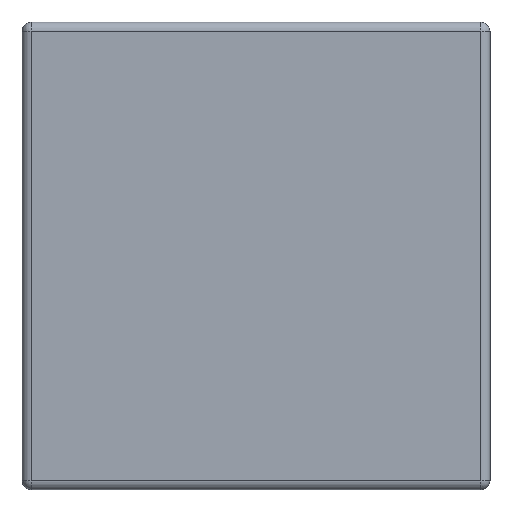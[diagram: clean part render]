
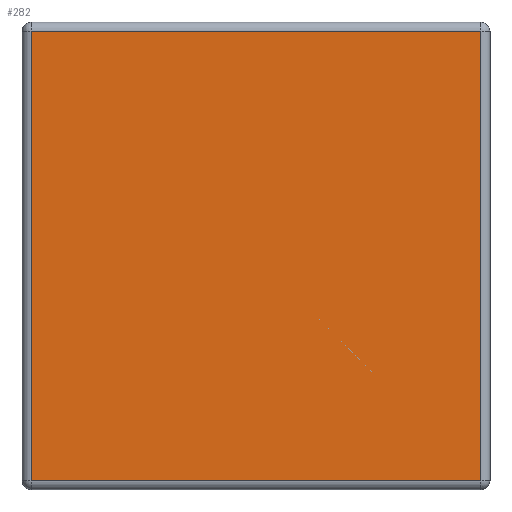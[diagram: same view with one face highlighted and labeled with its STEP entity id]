
A CAD part, left-side view. The second image highlights one B-rep face of the part: STEP entity #282.
In plain terms, the highlighted planar face has unit normal (-1, 0, 0).
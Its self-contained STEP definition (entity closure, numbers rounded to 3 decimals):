
#59 = VECTOR ( 'NONE', #1834, 1000. ) ;
#282 = ADVANCED_FACE ( 'NONE', ( #2981 ), #1810, .T. ) ;
#458 = CARTESIAN_POINT ( 'NONE',  ( -1.6, -1.2, 0.05 ) ) ;
#501 = EDGE_CURVE ( 'NONE', #1111, #1127, #2804, .T. ) ;
#597 = CARTESIAN_POINT ( 'NONE',  ( -1.6, 1.2, 0. ) ) ;
#731 = CARTESIAN_POINT ( 'NONE',  ( -1.6, 1.2, 0.05 ) ) ;
#747 = ORIENTED_EDGE ( 'NONE', *, *, #2240, .T. ) ;
#782 = DIRECTION ( 'NONE',  ( 0., -1., 0. ) ) ;
#824 = DIRECTION ( 'NONE',  ( 0., 0., 1. ) ) ;
#1071 = CARTESIAN_POINT ( 'NONE',  ( -1.6, -1.25, 0.05 ) ) ;
#1107 = LINE ( 'NONE', #3071, #2521 ) ;
#1111 = VERTEX_POINT ( 'NONE', #2363 ) ;
#1127 = VERTEX_POINT ( 'NONE', #731 ) ;
#1229 = VECTOR ( 'NONE', #2806, 1000. ) ;
#1250 = CARTESIAN_POINT ( 'NONE',  ( -1.6, -1.2, 2.45 ) ) ;
#1359 = ORIENTED_EDGE ( 'NONE', *, *, #2674, .T. ) ;
#1534 = EDGE_CURVE ( 'NONE', #1726, #1111, #1107, .T. ) ;
#1726 = VERTEX_POINT ( 'NONE', #1250 ) ;
#1738 = VECTOR ( 'NONE', #782, 1000. ) ;
#1783 = LINE ( 'NONE', #1071, #1738 ) ;
#1806 = CARTESIAN_POINT ( 'NONE',  ( -1.6, -1.2, 2.5 ) ) ;
#1810 = PLANE ( 'NONE',  #2145 ) ;
#1834 = DIRECTION ( 'NONE',  ( 0., 0., -1. ) ) ;
#1947 = ORIENTED_EDGE ( 'NONE', *, *, #501, .T. ) ;
#2145 = AXIS2_PLACEMENT_3D ( 'NONE', #3052, #2327, #824 ) ;
#2160 = EDGE_LOOP ( 'NONE', ( #2789, #1947, #747, #1359 ) ) ;
#2187 = VERTEX_POINT ( 'NONE', #458 ) ;
#2240 = EDGE_CURVE ( 'NONE', #1127, #2187, #1783, .T. ) ;
#2327 = DIRECTION ( 'NONE',  ( -1., 0., 0. ) ) ;
#2363 = CARTESIAN_POINT ( 'NONE',  ( -1.6, 1.2, 2.45 ) ) ;
#2521 = VECTOR ( 'NONE', #2803, 1000. ) ;
#2674 = EDGE_CURVE ( 'NONE', #2187, #1726, #3048, .T. ) ;
#2789 = ORIENTED_EDGE ( 'NONE', *, *, #1534, .T. ) ;
#2803 = DIRECTION ( 'NONE',  ( 0., 1., 0. ) ) ;
#2804 = LINE ( 'NONE', #597, #59 ) ;
#2806 = DIRECTION ( 'NONE',  ( 0., 0., 1. ) ) ;
#2981 = FACE_OUTER_BOUND ( 'NONE', #2160, .T. ) ;
#3048 = LINE ( 'NONE', #1806, #1229 ) ;
#3052 = CARTESIAN_POINT ( 'NONE',  ( -1.6, 0., 2.5 ) ) ;
#3071 = CARTESIAN_POINT ( 'NONE',  ( -1.6, 0., 2.45 ) ) ;
